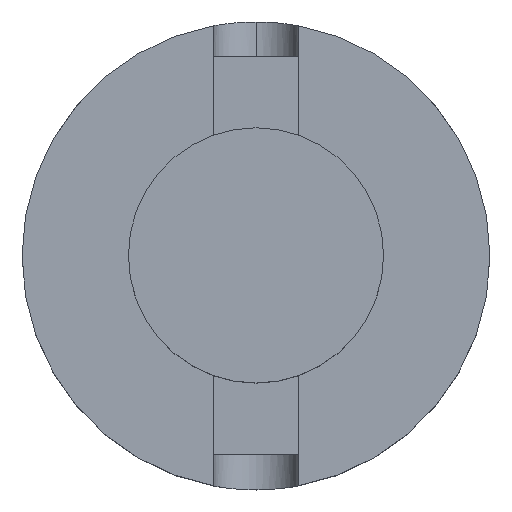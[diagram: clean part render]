
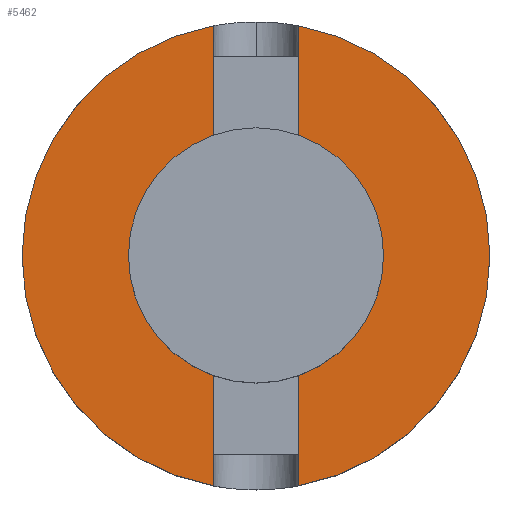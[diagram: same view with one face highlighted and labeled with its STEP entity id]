
A CAD part, top view. The second image highlights one B-rep face of the part: STEP entity #5462.
In plain terms, the highlighted planar face has unit normal (0, 0, 1).
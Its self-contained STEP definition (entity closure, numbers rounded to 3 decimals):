
#95 = EDGE_CURVE ( 'NONE', #5146, #738, #3721, .T. ) ;
#121 = CIRCLE ( 'NONE', #3274, 15.875 ) ;
#196 = ORIENTED_EDGE ( 'NONE', *, *, #3820, .F. ) ;
#231 = CARTESIAN_POINT ( 'NONE',  ( -6.35, -34.343, 50.8 ) ) ;
#236 = EDGE_CURVE ( 'NONE', #4517, #3798, #121, .T. ) ;
#264 = CARTESIAN_POINT ( 'NONE',  ( 6.35, -29.7, 50.8 ) ) ;
#309 = LINE ( 'NONE', #576, #2547 ) ;
#310 = VECTOR ( 'NONE', #3431, 1000. ) ;
#324 = VERTEX_POINT ( 'NONE', #2329 ) ;
#325 = VERTEX_POINT ( 'NONE', #3829 ) ;
#355 = DIRECTION ( 'NONE',  ( 0., -1., 0. ) ) ;
#392 = DIRECTION ( 'NONE',  ( 0., 0., 1. ) ) ;
#428 = AXIS2_PLACEMENT_3D ( 'NONE', #3439, #956, #3887 ) ;
#459 = DIRECTION ( 'NONE',  ( 0., 1., 0. ) ) ;
#502 = VECTOR ( 'NONE', #3007, 1000. ) ;
#510 = DIRECTION ( 'NONE',  ( -1., 0., 0. ) ) ;
#576 = CARTESIAN_POINT ( 'NONE',  ( -6.35, 34.925, 50.8 ) ) ;
#586 = LINE ( 'NONE', #948, #310 ) ;
#587 = AXIS2_PLACEMENT_3D ( 'NONE', #1926, #4881, #2348 ) ;
#595 = EDGE_CURVE ( 'NONE', #2468, #5213, #586, .T. ) ;
#649 = CARTESIAN_POINT ( 'NONE',  ( -6.35, 17., 50.8 ) ) ;
#706 = VECTOR ( 'NONE', #1406, 1000. ) ;
#738 = VERTEX_POINT ( 'NONE', #1314 ) ;
#752 = CARTESIAN_POINT ( 'NONE',  ( -6.35, 34.925, 50.8 ) ) ;
#819 = ORIENTED_EDGE ( 'NONE', *, *, #2590, .F. ) ;
#850 = CARTESIAN_POINT ( 'NONE',  ( 0., 0., 50.8 ) ) ;
#948 = CARTESIAN_POINT ( 'NONE',  ( 6.35, 34.925, 50.8 ) ) ;
#956 = DIRECTION ( 'NONE',  ( 0., 0., -1. ) ) ;
#1008 = CARTESIAN_POINT ( 'NONE',  ( 6.35, -17., 50.8 ) ) ;
#1113 = LINE ( 'NONE', #1610, #4337 ) ;
#1226 = PLANE ( 'NONE',  #2698 ) ;
#1230 = VERTEX_POINT ( 'NONE', #4353 ) ;
#1292 = VECTOR ( 'NONE', #355, 1000. ) ;
#1314 = CARTESIAN_POINT ( 'NONE',  ( -6.35, 34.343, 50.8 ) ) ;
#1318 = EDGE_CURVE ( 'NONE', #2418, #2468, #2543, .T. ) ;
#1402 = EDGE_CURVE ( 'NONE', #3798, #4517, #4523, .T. ) ;
#1406 = DIRECTION ( 'NONE',  ( 1., 0., 0. ) ) ;
#1445 = ORIENTED_EDGE ( 'NONE', *, *, #95, .T. ) ;
#1490 = ORIENTED_EDGE ( 'NONE', *, *, #2456, .T. ) ;
#1516 = VERTEX_POINT ( 'NONE', #1008 ) ;
#1520 = CARTESIAN_POINT ( 'NONE',  ( 15.875, 0., 50.8 ) ) ;
#1535 = DIRECTION ( 'NONE',  ( 0., 0., -1. ) ) ;
#1560 = VERTEX_POINT ( 'NONE', #3331 ) ;
#1610 = CARTESIAN_POINT ( 'NONE',  ( 6.35, 34.925, 50.8 ) ) ;
#1628 = CARTESIAN_POINT ( 'NONE',  ( -6.35, 34.925, 50.8 ) ) ;
#1780 = ORIENTED_EDGE ( 'NONE', *, *, #3595, .T. ) ;
#1810 = CIRCLE ( 'NONE', #587, 34.925 ) ;
#1903 = ORIENTED_EDGE ( 'NONE', *, *, #4254, .T. ) ;
#1926 = CARTESIAN_POINT ( 'NONE',  ( 0., 0., 50.8 ) ) ;
#1942 = FACE_OUTER_BOUND ( 'NONE', #5414, .T. ) ;
#2051 = DIRECTION ( 'NONE',  ( 0., -1., 0. ) ) ;
#2061 = CARTESIAN_POINT ( 'NONE',  ( 0., 0., 50.8 ) ) ;
#2107 = EDGE_CURVE ( 'NONE', #5213, #1516, #1113, .T. ) ;
#2139 = CARTESIAN_POINT ( 'NONE',  ( -6.35, 34.925, 50.8 ) ) ;
#2159 = CIRCLE ( 'NONE', #428, 34.925 ) ;
#2198 = AXIS2_PLACEMENT_3D ( 'NONE', #4039, #1535, #4482 ) ;
#2328 = DIRECTION ( 'NONE',  ( 1., 0., 0. ) ) ;
#2329 = CARTESIAN_POINT ( 'NONE',  ( -34.925, 0., 50.8 ) ) ;
#2348 = DIRECTION ( 'NONE',  ( -1., 0., 0. ) ) ;
#2370 = ORIENTED_EDGE ( 'NONE', *, *, #4615, .F. ) ;
#2418 = VERTEX_POINT ( 'NONE', #4643 ) ;
#2456 = EDGE_CURVE ( 'NONE', #5333, #5146, #309, .T. ) ;
#2468 = VERTEX_POINT ( 'NONE', #3080 ) ;
#2472 = LINE ( 'NONE', #3038, #502 ) ;
#2486 = VERTEX_POINT ( 'NONE', #5077 ) ;
#2533 = LINE ( 'NONE', #4991, #1292 ) ;
#2543 = CIRCLE ( 'NONE', #3639, 34.925 ) ;
#2547 = VECTOR ( 'NONE', #3482, 1000. ) ;
#2551 = DIRECTION ( 'NONE',  ( 0., 0., -1. ) ) ;
#2567 = DIRECTION ( 'NONE',  ( 0., 0., -1. ) ) ;
#2590 = EDGE_CURVE ( 'NONE', #5460, #2418, #2159, .T. ) ;
#2698 = AXIS2_PLACEMENT_3D ( 'NONE', #4590, #392, #3301 ) ;
#2881 = DIRECTION ( 'NONE',  ( 0., 0., -1. ) ) ;
#2922 = LINE ( 'NONE', #649, #5183 ) ;
#3007 = DIRECTION ( 'NONE',  ( 0., -1., 0. ) ) ;
#3036 = CARTESIAN_POINT ( 'NONE',  ( 0., 0., 50.8 ) ) ;
#3038 = CARTESIAN_POINT ( 'NONE',  ( 6.35, 34.925, 50.8 ) ) ;
#3048 = FACE_BOUND ( 'NONE', #3865, .T. ) ;
#3080 = CARTESIAN_POINT ( 'NONE',  ( 6.35, -34.343, 50.8 ) ) ;
#3274 = AXIS2_PLACEMENT_3D ( 'NONE', #850, #2881, #4996 ) ;
#3301 = DIRECTION ( 'NONE',  ( 1., 0., 0. ) ) ;
#3331 = CARTESIAN_POINT ( 'NONE',  ( 6.35, 17., 50.8 ) ) ;
#3372 = CIRCLE ( 'NONE', #2198, 34.925 ) ;
#3431 = DIRECTION ( 'NONE',  ( 0., 1., 0. ) ) ;
#3439 = CARTESIAN_POINT ( 'NONE',  ( 0., 0., 50.8 ) ) ;
#3451 = EDGE_CURVE ( 'NONE', #325, #4607, #5187, .T. ) ;
#3482 = DIRECTION ( 'NONE',  ( 0., 1., 0. ) ) ;
#3493 = CARTESIAN_POINT ( 'NONE',  ( -15.875, 0., 50.8 ) ) ;
#3521 = ORIENTED_EDGE ( 'NONE', *, *, #2107, .F. ) ;
#3587 = CARTESIAN_POINT ( 'NONE',  ( -6.35, 29.7, 50.8 ) ) ;
#3595 = EDGE_CURVE ( 'NONE', #1230, #1516, #3916, .T. ) ;
#3639 = AXIS2_PLACEMENT_3D ( 'NONE', #2061, #2551, #510 ) ;
#3662 = CARTESIAN_POINT ( 'NONE',  ( -6.35, 17., 50.8 ) ) ;
#3721 = LINE ( 'NONE', #752, #4738 ) ;
#3798 = VERTEX_POINT ( 'NONE', #1520 ) ;
#3820 = EDGE_CURVE ( 'NONE', #4607, #324, #3372, .T. ) ;
#3829 = CARTESIAN_POINT ( 'NONE',  ( -6.35, -29.7, 50.8 ) ) ;
#3865 = EDGE_LOOP ( 'NONE', ( #4209, #5197 ) ) ;
#3887 = DIRECTION ( 'NONE',  ( -1., 0., 0. ) ) ;
#3916 = LINE ( 'NONE', #4765, #706 ) ;
#4039 = CARTESIAN_POINT ( 'NONE',  ( 0., 0., 50.8 ) ) ;
#4053 = VECTOR ( 'NONE', #4726, 1000. ) ;
#4127 = DIRECTION ( 'NONE',  ( 0., 1., 0. ) ) ;
#4163 = CARTESIAN_POINT ( 'NONE',  ( 6.35, 34.343, 50.8 ) ) ;
#4182 = VECTOR ( 'NONE', #2051, 1000. ) ;
#4209 = ORIENTED_EDGE ( 'NONE', *, *, #236, .T. ) ;
#4233 = AXIS2_PLACEMENT_3D ( 'NONE', #3036, #2567, #4374 ) ;
#4254 = EDGE_CURVE ( 'NONE', #5460, #2486, #2472, .T. ) ;
#4289 = ORIENTED_EDGE ( 'NONE', *, *, #3451, .F. ) ;
#4317 = LINE ( 'NONE', #1628, #4182 ) ;
#4337 = VECTOR ( 'NONE', #4127, 1000. ) ;
#4340 = ORIENTED_EDGE ( 'NONE', *, *, #5423, .F. ) ;
#4353 = CARTESIAN_POINT ( 'NONE',  ( -6.35, -17., 50.8 ) ) ;
#4374 = DIRECTION ( 'NONE',  ( -1., 0., 0. ) ) ;
#4478 = ORIENTED_EDGE ( 'NONE', *, *, #1318, .F. ) ;
#4482 = DIRECTION ( 'NONE',  ( -1., 0., 0. ) ) ;
#4517 = VERTEX_POINT ( 'NONE', #3493 ) ;
#4523 = CIRCLE ( 'NONE', #4233, 15.875 ) ;
#4547 = EDGE_CURVE ( 'NONE', #5333, #1560, #2922, .T. ) ;
#4583 = ORIENTED_EDGE ( 'NONE', *, *, #4792, .T. ) ;
#4590 = CARTESIAN_POINT ( 'NONE',  ( 0., 34.925, 50.8 ) ) ;
#4607 = VERTEX_POINT ( 'NONE', #231 ) ;
#4615 = EDGE_CURVE ( 'NONE', #324, #738, #1810, .T. ) ;
#4643 = CARTESIAN_POINT ( 'NONE',  ( 34.925, 0., 50.8 ) ) ;
#4726 = DIRECTION ( 'NONE',  ( 0., -1., 0. ) ) ;
#4738 = VECTOR ( 'NONE', #459, 1000. ) ;
#4765 = CARTESIAN_POINT ( 'NONE',  ( -6.35, -17., 50.8 ) ) ;
#4792 = EDGE_CURVE ( 'NONE', #2486, #1560, #2533, .T. ) ;
#4881 = DIRECTION ( 'NONE',  ( 0., 0., -1. ) ) ;
#4991 = CARTESIAN_POINT ( 'NONE',  ( 6.35, 34.925, 50.8 ) ) ;
#4996 = DIRECTION ( 'NONE',  ( -1., 0., 0. ) ) ;
#5077 = CARTESIAN_POINT ( 'NONE',  ( 6.35, 29.7, 50.8 ) ) ;
#5146 = VERTEX_POINT ( 'NONE', #3587 ) ;
#5183 = VECTOR ( 'NONE', #2328, 1000. ) ;
#5187 = LINE ( 'NONE', #2139, #4053 ) ;
#5197 = ORIENTED_EDGE ( 'NONE', *, *, #1402, .T. ) ;
#5213 = VERTEX_POINT ( 'NONE', #264 ) ;
#5271 = ORIENTED_EDGE ( 'NONE', *, *, #595, .F. ) ;
#5327 = ORIENTED_EDGE ( 'NONE', *, *, #4547, .F. ) ;
#5333 = VERTEX_POINT ( 'NONE', #3662 ) ;
#5414 = EDGE_LOOP ( 'NONE', ( #4340, #1780, #3521, #5271, #4478, #819, #1903, #4583, #5327, #1490, #1445, #2370, #196, #4289 ) ) ;
#5423 = EDGE_CURVE ( 'NONE', #1230, #325, #4317, .T. ) ;
#5460 = VERTEX_POINT ( 'NONE', #4163 ) ;
#5462 = ADVANCED_FACE ( 'NONE', ( #1942, #3048 ), #1226, .T. ) ;
